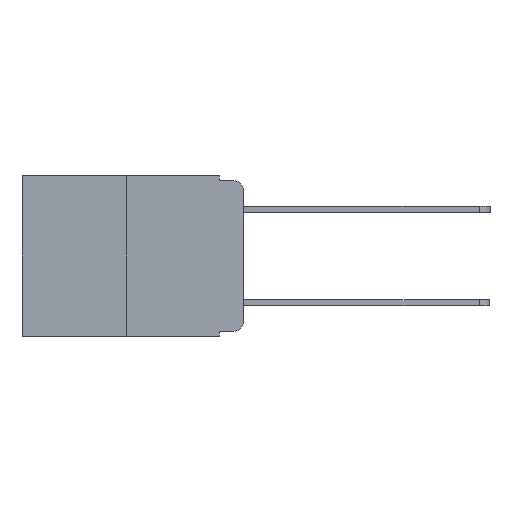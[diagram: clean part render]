
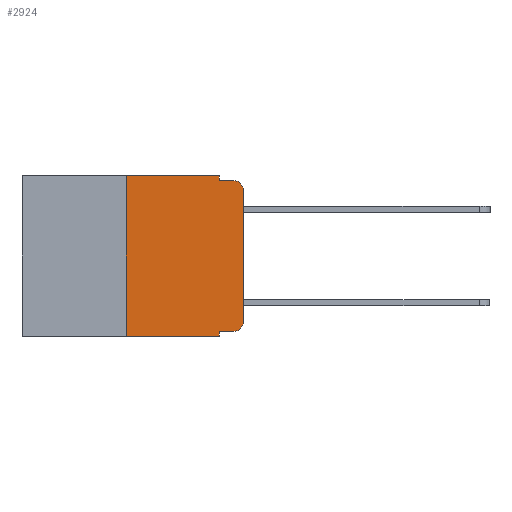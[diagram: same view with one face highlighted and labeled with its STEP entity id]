
A CAD part, left-side view. The second image highlights one B-rep face of the part: STEP entity #2924.
In plain terms, the highlighted planar face has unit normal (-1, 0, 0).
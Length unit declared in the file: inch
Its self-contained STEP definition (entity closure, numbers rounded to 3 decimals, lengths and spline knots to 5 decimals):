
#45 = CARTESIAN_POINT ( 'NONE',  ( 0., 0.02, -0.03 ) ) ;
#303 = VERTEX_POINT ( 'NONE', #4988 ) ;
#440 = VERTEX_POINT ( 'NONE', #11038 ) ;
#455 = CARTESIAN_POINT ( 'NONE',  ( 0., 0.051, -0.01 ) ) ;
#553 = AXIS2_PLACEMENT_3D ( 'NONE', #8173, #7786, #7783 ) ;
#607 = CARTESIAN_POINT ( 'NONE',  ( 0., 0.051, 0. ) ) ;
#655 = DIRECTION ( 'NONE',  ( 0., 0., -1. ) ) ;
#713 = LINE ( 'NONE', #6906, #10512 ) ;
#1590 = EDGE_CURVE ( 'NONE', #303, #2746, #3664, .T. ) ;
#1685 = VERTEX_POINT ( 'NONE', #6565 ) ;
#1881 = VERTEX_POINT ( 'NONE', #1990 ) ;
#1990 = CARTESIAN_POINT ( 'NONE',  ( 0., 0., -0.03 ) ) ;
#2235 = EDGE_CURVE ( 'NONE', #2423, #1685, #11568, .T. ) ;
#2423 = VERTEX_POINT ( 'NONE', #11845 ) ;
#2618 = CARTESIAN_POINT ( 'NONE',  ( 0., 0., 0. ) ) ;
#2634 = VECTOR ( 'NONE', #7902, 39.37008 ) ;
#2647 = VECTOR ( 'NONE', #4345, 39.37008 ) ;
#2710 = EDGE_CURVE ( 'NONE', #4157, #440, #5966, .T. ) ;
#2736 = CARTESIAN_POINT ( 'NONE',  ( 0., 0.051, 0. ) ) ;
#2746 = VERTEX_POINT ( 'NONE', #6573 ) ;
#2924 = ADVANCED_FACE ( 'NONE', ( #10012 ), #9403, .F. ) ;
#2948 = VECTOR ( 'NONE', #655, 39.37008 ) ;
#2957 = DIRECTION ( 'NONE',  ( 0., -1., 0. ) ) ;
#3066 = EDGE_CURVE ( 'NONE', #11670, #9322, #9874, .T. ) ;
#3091 = VECTOR ( 'NONE', #8660, 39.37008 ) ;
#3103 = EDGE_CURVE ( 'NONE', #9322, #5744, #5238, .T. ) ;
#3146 = EDGE_CURVE ( 'NONE', #303, #2423, #713, .T. ) ;
#3358 = EDGE_CURVE ( 'NONE', #1685, #1881, #5893, .T. ) ;
#3406 = EDGE_CURVE ( 'NONE', #1881, #5744, #5317, .T. ) ;
#3664 = LINE ( 'NONE', #607, #2948 ) ;
#4157 = VERTEX_POINT ( 'NONE', #10205 ) ;
#4345 = DIRECTION ( 'NONE',  ( 0., 0., -1. ) ) ;
#4739 = VECTOR ( 'NONE', #7132, 39.37008 ) ;
#4988 = CARTESIAN_POINT ( 'NONE',  ( 0., 0.051, -0.333 ) ) ;
#5081 = LINE ( 'NONE', #11371, #4739 ) ;
#5235 = CARTESIAN_POINT ( 'NONE',  ( 0., 0.473, -0.343 ) ) ;
#5238 = LINE ( 'NONE', #11320, #7042 ) ;
#5317 = CIRCLE ( 'NONE', #9556, 0.02 ) ;
#5521 = LINE ( 'NONE', #5235, #2634 ) ;
#5695 = DIRECTION ( 'NONE',  ( 0., 0., 1. ) ) ;
#5744 = VERTEX_POINT ( 'NONE', #9432 ) ;
#5893 = LINE ( 'NONE', #2618, #3091 ) ;
#5966 = LINE ( 'NONE', #9892, #8300 ) ;
#6438 = EDGE_CURVE ( 'NONE', #440, #11670, #5081, .T. ) ;
#6565 = CARTESIAN_POINT ( 'NONE',  ( 0., 0., -0.313 ) ) ;
#6573 = CARTESIAN_POINT ( 'NONE',  ( 0., 0.051, -0.343 ) ) ;
#6722 = AXIS2_PLACEMENT_3D ( 'NONE', #11519, #11035, #8624 ) ;
#6737 = ORIENTED_EDGE ( 'NONE', *, *, #2235, .T. ) ;
#6744 = EDGE_LOOP ( 'NONE', ( #9638, #8715, #8469, #8132, #12307, #11306, #7653, #7382, #7023, #6737 ) ) ;
#6906 = CARTESIAN_POINT ( 'NONE',  ( 0., 0.051, -0.333 ) ) ;
#7023 = ORIENTED_EDGE ( 'NONE', *, *, #3146, .T. ) ;
#7042 = VECTOR ( 'NONE', #2957, 39.37008 ) ;
#7064 = DIRECTION ( 'NONE',  ( 0., -1., 0. ) ) ;
#7132 = DIRECTION ( 'NONE',  ( 0., -1., 0. ) ) ;
#7382 = ORIENTED_EDGE ( 'NONE', *, *, #1590, .F. ) ;
#7576 = DIRECTION ( 'NONE',  ( -1., 0., 0. ) ) ;
#7653 = ORIENTED_EDGE ( 'NONE', *, *, #12126, .T. ) ;
#7783 = DIRECTION ( 'NONE',  ( 0., 0., -1. ) ) ;
#7786 = DIRECTION ( 'NONE',  ( -1., 0., 0. ) ) ;
#7902 = DIRECTION ( 'NONE',  ( 0., -1., 0. ) ) ;
#8132 = ORIENTED_EDGE ( 'NONE', *, *, #3066, .F. ) ;
#8173 = CARTESIAN_POINT ( 'NONE',  ( 0., 0.02, -0.313 ) ) ;
#8300 = VECTOR ( 'NONE', #5695, 39.37008 ) ;
#8469 = ORIENTED_EDGE ( 'NONE', *, *, #3103, .F. ) ;
#8624 = DIRECTION ( 'NONE',  ( 0., 0., -1. ) ) ;
#8660 = DIRECTION ( 'NONE',  ( 0., 0., 1. ) ) ;
#8715 = ORIENTED_EDGE ( 'NONE', *, *, #3406, .T. ) ;
#9322 = VERTEX_POINT ( 'NONE', #455 ) ;
#9403 = PLANE ( 'NONE',  #6722 ) ;
#9432 = CARTESIAN_POINT ( 'NONE',  ( 0., 0.02, -0.01 ) ) ;
#9556 = AXIS2_PLACEMENT_3D ( 'NONE', #45, #7576, #10970 ) ;
#9638 = ORIENTED_EDGE ( 'NONE', *, *, #3358, .T. ) ;
#9874 = LINE ( 'NONE', #11954, #2647 ) ;
#9892 = CARTESIAN_POINT ( 'NONE',  ( 0., 0.25, 0. ) ) ;
#10012 = FACE_OUTER_BOUND ( 'NONE', #6744, .T. ) ;
#10205 = CARTESIAN_POINT ( 'NONE',  ( 0., 0.25, -0.343 ) ) ;
#10512 = VECTOR ( 'NONE', #7064, 39.37008 ) ;
#10970 = DIRECTION ( 'NONE',  ( 0., 0., -1. ) ) ;
#11035 = DIRECTION ( 'NONE',  ( 1., 0., 0. ) ) ;
#11038 = CARTESIAN_POINT ( 'NONE',  ( 0., 0.25, 0. ) ) ;
#11306 = ORIENTED_EDGE ( 'NONE', *, *, #2710, .F. ) ;
#11320 = CARTESIAN_POINT ( 'NONE',  ( 0., 0.051, -0.01 ) ) ;
#11371 = CARTESIAN_POINT ( 'NONE',  ( 0., 0.473, 0. ) ) ;
#11519 = CARTESIAN_POINT ( 'NONE',  ( 0., 0.473, 0. ) ) ;
#11568 = CIRCLE ( 'NONE', #553, 0.02 ) ;
#11670 = VERTEX_POINT ( 'NONE', #2736 ) ;
#11845 = CARTESIAN_POINT ( 'NONE',  ( 0., 0.02, -0.333 ) ) ;
#11954 = CARTESIAN_POINT ( 'NONE',  ( 0., 0.051, 0. ) ) ;
#12126 = EDGE_CURVE ( 'NONE', #4157, #2746, #5521, .T. ) ;
#12307 = ORIENTED_EDGE ( 'NONE', *, *, #6438, .F. ) ;
